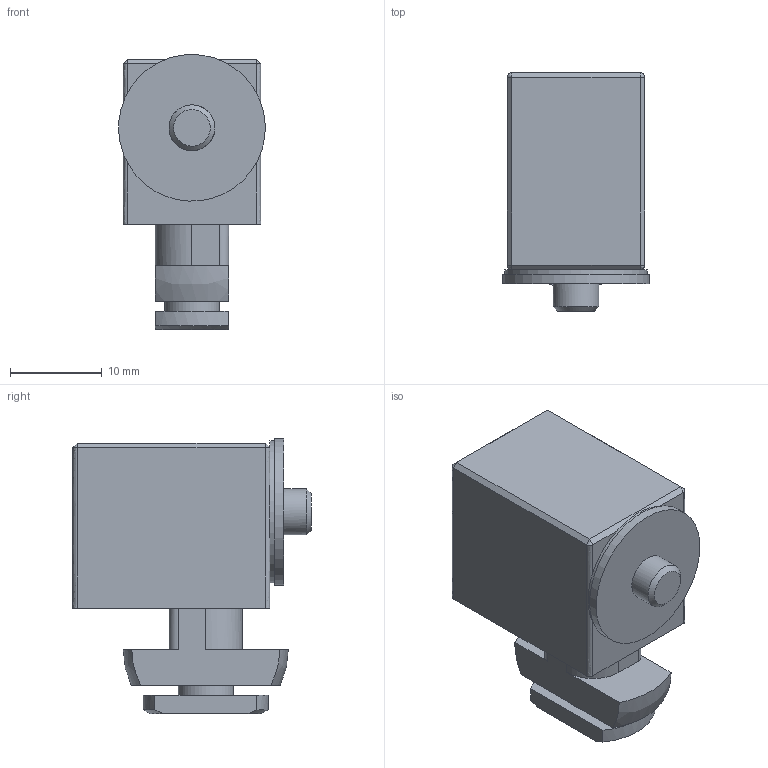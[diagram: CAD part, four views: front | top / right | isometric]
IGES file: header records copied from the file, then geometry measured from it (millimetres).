
Global section: file name: SZ1553S_A; native system: Autodesk Inventor 2015; preprocessor: unknown; author: Behrens; date: 20151118.161654; units: millimetre
Bounding box: 15.99 x 26 x 30 mm (x, y, z)
Volume: 4880.2 mm3; surface area: 5396.7 mm2
Topology: 4 solids, 4 shells, 77 faces, 176 edges, 107 vertices
Faces by surface type: bspline 77
